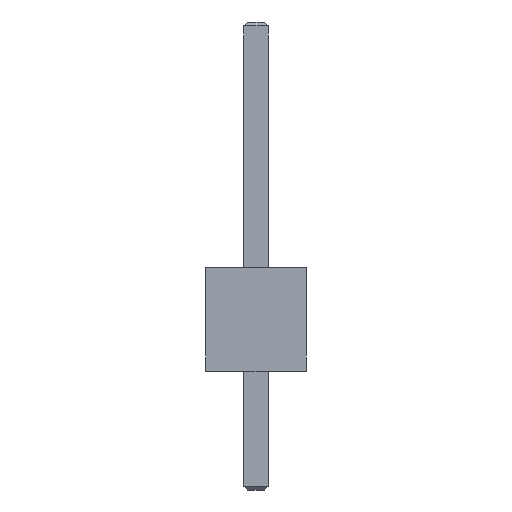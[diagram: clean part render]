
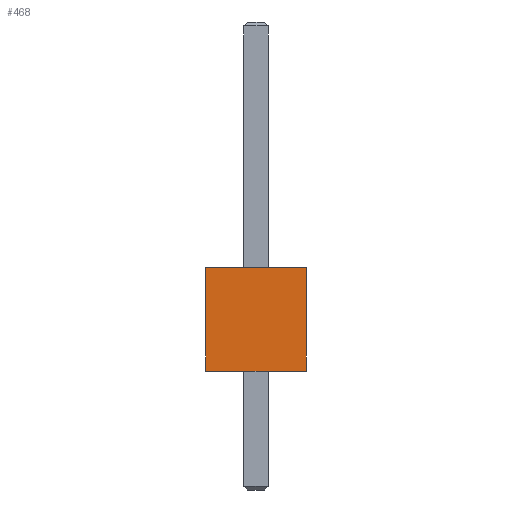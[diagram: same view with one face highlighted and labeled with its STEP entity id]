
A CAD part, front view. The second image highlights one B-rep face of the part: STEP entity #468.
In plain terms, the highlighted face is planar.
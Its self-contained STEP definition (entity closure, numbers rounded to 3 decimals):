
#468=ADVANCED_FACE('',(#673),#675,.T.);
#673=FACE_BOUND('',#674,.T.);
#674=EDGE_LOOP('',(#829,#830,#831,#832));
#675=PLANE('',#676);
#676=AXIS2_PLACEMENT_3D('',#677,#678,#679);
#677=CARTESIAN_POINT('',(0.,0.,0.));
#678=DIRECTION('',(0.,0.,1.));
#679=DIRECTION('',(1.,0.,0.));
#829=ORIENTED_EDGE('',*,*,#903,.T.);
#830=ORIENTED_EDGE('',*,*,#921,.T.);
#831=ORIENTED_EDGE('',*,*,#922,.F.);
#832=ORIENTED_EDGE('',*,*,#923,.F.);
#903=EDGE_CURVE('',#958,#956,#959,.T.);
#921=EDGE_CURVE('',#956,#986,#988,.T.);
#922=EDGE_CURVE('',#989,#986,#990,.T.);
#923=EDGE_CURVE('',#958,#989,#991,.T.);
#956=VERTEX_POINT('',#1042);
#958=VERTEX_POINT('',#1046);
#959=LINE('',#1047,#1048);
#986=VERTEX_POINT('',#1108);
#988=LINE('',#1112,#1113);
#989=VERTEX_POINT('',#1115);
#990=LINE('',#1116,#1117);
#991=LINE('',#1119,#1120);
#1042=CARTESIAN_POINT('',(2.54,0.,0.));
#1046=CARTESIAN_POINT('',(0.,0.,0.));
#1047=CARTESIAN_POINT('',(0.,0.,0.));
#1048=VECTOR('',#1049,1.);
#1049=DIRECTION('',(1.,0.,0.));
#1108=CARTESIAN_POINT('',(2.54,2.6,0.));
#1112=CARTESIAN_POINT('',(2.54,0.,0.));
#1113=VECTOR('',#1114,1.);
#1114=DIRECTION('',(0.,1.,0.));
#1115=CARTESIAN_POINT('',(0.,2.6,0.));
#1116=CARTESIAN_POINT('',(0.,2.6,0.));
#1117=VECTOR('',#1118,1.);
#1118=DIRECTION('',(1.,0.,0.));
#1119=CARTESIAN_POINT('',(0.,0.,0.));
#1120=VECTOR('',#1121,1.);
#1121=DIRECTION('',(0.,1.,0.));
